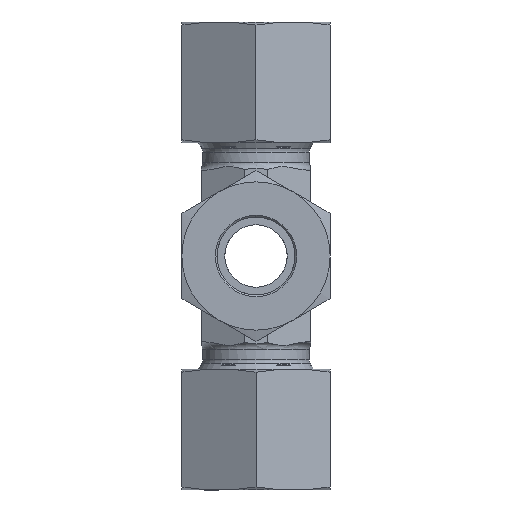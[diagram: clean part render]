
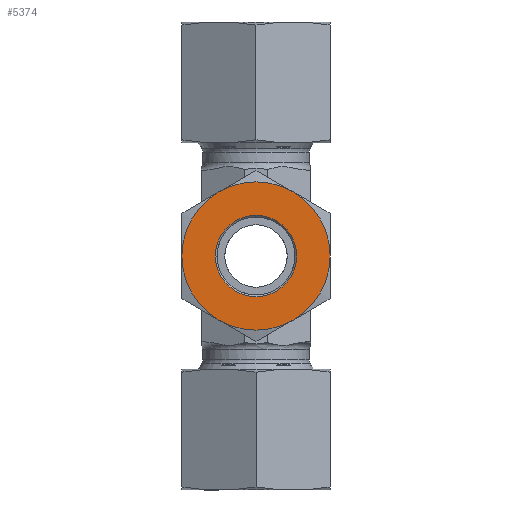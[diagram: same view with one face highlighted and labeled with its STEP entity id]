
A CAD part, front view. The second image highlights one B-rep face of the part: STEP entity #5374.
In plain terms, the highlighted face is planar.
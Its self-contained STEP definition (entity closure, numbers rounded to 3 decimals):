
#5278=CARTESIAN_POINT('',(5.2,0.,15.5));
#5279=VERTEX_POINT('',#5278);
#5280=CARTESIAN_POINT('',(0.0,0.0,15.5));
#5281=DIRECTION('',(0.0,0.0,1.0));
#5282=DIRECTION('',(-1.0,0.0,0.0));
#5283=AXIS2_PLACEMENT_3D('',#5280,#5281,#5282);
#5284=CIRCLE('',#5283,5.2);
#5285=EDGE_CURVE('',#5279,#5279,#5284,.T.);
#5310=CARTESIAN_POINT('',(0.,0.,15.5));
#5311=DIRECTION('',(0.0,0.0,1.0));
#5312=DIRECTION('',(1.0,0.0,0.0));
#5313=AXIS2_PLACEMENT_3D('',#5310,#5311,#5312);
#5314=PLANE('',#5313);
#5315=CARTESIAN_POINT('',(-4.75,-8.227,15.5));
#5316=VERTEX_POINT('',#5315);
#5317=CARTESIAN_POINT('',(4.75,-8.227,15.5));
#5318=VERTEX_POINT('',#5317);
#5319=CARTESIAN_POINT('',(0.0,0.0,15.5));
#5320=DIRECTION('',(0.0,0.0,1.0));
#5321=DIRECTION('',(-0.5,-0.866,0.0));
#5322=AXIS2_PLACEMENT_3D('',#5319,#5320,#5321);
#5323=CIRCLE('',#5322,9.5);
#5324=EDGE_CURVE('',#5316,#5318,#5323,.T.);
#5325=ORIENTED_EDGE('',*,*,#5324,.T.);
#5326=CARTESIAN_POINT('',(9.5,0.,15.5));
#5327=VERTEX_POINT('',#5326);
#5328=CARTESIAN_POINT('',(0.0,0.0,15.5));
#5329=DIRECTION('',(0.0,0.0,1.0));
#5330=DIRECTION('',(-0.5,-0.866,0.0));
#5331=AXIS2_PLACEMENT_3D('',#5328,#5329,#5330);
#5332=CIRCLE('',#5331,9.5);
#5333=EDGE_CURVE('',#5318,#5327,#5332,.T.);
#5334=ORIENTED_EDGE('',*,*,#5333,.T.);
#5335=CARTESIAN_POINT('',(4.75,8.227,15.5));
#5336=VERTEX_POINT('',#5335);
#5337=CARTESIAN_POINT('',(0.0,0.0,15.5));
#5338=DIRECTION('',(0.0,0.0,1.0));
#5339=DIRECTION('',(-0.5,-0.866,0.0));
#5340=AXIS2_PLACEMENT_3D('',#5337,#5338,#5339);
#5341=CIRCLE('',#5340,9.5);
#5342=EDGE_CURVE('',#5327,#5336,#5341,.T.);
#5343=ORIENTED_EDGE('',*,*,#5342,.T.);
#5344=CARTESIAN_POINT('',(-4.75,8.227,15.5));
#5345=VERTEX_POINT('',#5344);
#5346=CARTESIAN_POINT('',(0.0,0.0,15.5));
#5347=DIRECTION('',(0.0,0.0,1.0));
#5348=DIRECTION('',(-0.5,-0.866,0.0));
#5349=AXIS2_PLACEMENT_3D('',#5346,#5347,#5348);
#5350=CIRCLE('',#5349,9.5);
#5351=EDGE_CURVE('',#5336,#5345,#5350,.T.);
#5352=ORIENTED_EDGE('',*,*,#5351,.T.);
#5353=CARTESIAN_POINT('',(-9.5,0.0,15.5));
#5354=VERTEX_POINT('',#5353);
#5355=CARTESIAN_POINT('',(0.0,0.0,15.5));
#5356=DIRECTION('',(0.0,0.0,1.0));
#5357=DIRECTION('',(-0.5,-0.866,0.0));
#5358=AXIS2_PLACEMENT_3D('',#5355,#5356,#5357);
#5359=CIRCLE('',#5358,9.5);
#5360=EDGE_CURVE('',#5345,#5354,#5359,.T.);
#5361=ORIENTED_EDGE('',*,*,#5360,.T.);
#5362=CARTESIAN_POINT('',(0.0,0.0,15.5));
#5363=DIRECTION('',(0.0,0.0,1.0));
#5364=DIRECTION('',(-0.5,-0.866,0.0));
#5365=AXIS2_PLACEMENT_3D('',#5362,#5363,#5364);
#5366=CIRCLE('',#5365,9.5);
#5367=EDGE_CURVE('',#5354,#5316,#5366,.T.);
#5368=ORIENTED_EDGE('',*,*,#5367,.T.);
#5369=EDGE_LOOP('',(#5325,#5334,#5343,#5352,#5361,#5368));
#5370=FACE_OUTER_BOUND('',#5369,.T.);
#5371=ORIENTED_EDGE('',*,*,#5285,.F.);
#5372=EDGE_LOOP('',(#5371));
#5373=FACE_BOUND('',#5372,.T.);
#5374=ADVANCED_FACE('',(#5370,#5373),#5314,.T.);
